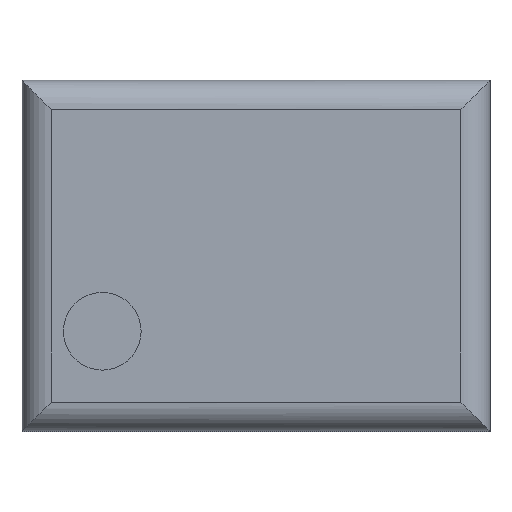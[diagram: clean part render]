
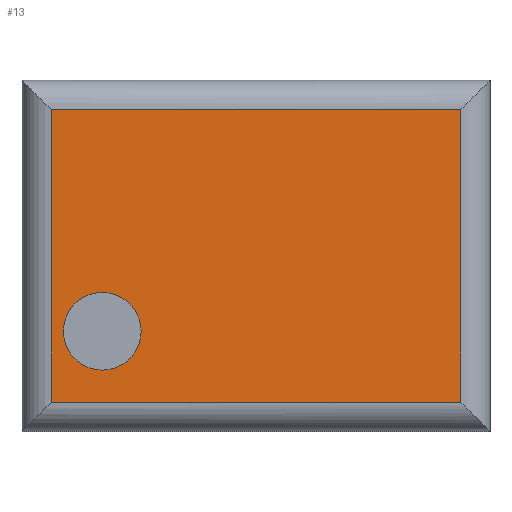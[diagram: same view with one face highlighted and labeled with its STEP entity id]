
A CAD part, top view. The second image highlights one B-rep face of the part: STEP entity #13.
In plain terms, the highlighted planar face has unit normal (0, 0, 1).
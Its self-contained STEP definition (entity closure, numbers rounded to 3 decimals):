
#2 = CARTESIAN_POINT ( 'NONE',  ( -0.525, -0.258, 0.6 ) ) ;
#4 = CARTESIAN_POINT ( 'NONE',  ( 0., -0.5, 0.6 ) ) ;
#13 = ADVANCED_FACE ( 'NONE', ( #604, #889 ), #458, .F. ) ;
#20 = EDGE_CURVE ( 'NONE', #171, #885, #95, .T. ) ;
#40 = CIRCLE ( 'NONE', #861, 0.133 ) ;
#48 = CARTESIAN_POINT ( 'NONE',  ( 0.7, 0.5, 0.6 ) ) ;
#63 = CARTESIAN_POINT ( 'NONE',  ( -0.525, -0.258, 0.6 ) ) ;
#73 = VERTEX_POINT ( 'NONE', #804 ) ;
#92 = CARTESIAN_POINT ( 'NONE',  ( -0.7, -0.5, 0.6 ) ) ;
#95 = LINE ( 'NONE', #387, #710 ) ;
#102 = EDGE_LOOP ( 'NONE', ( #827, #255, #694, #483 ) ) ;
#112 = VECTOR ( 'NONE', #716, 1000. ) ;
#171 = VERTEX_POINT ( 'NONE', #568 ) ;
#201 = DIRECTION ( 'NONE',  ( 0., 0., 1. ) ) ;
#207 = EDGE_CURVE ( 'NONE', #73, #487, #40, .T. ) ;
#219 = CARTESIAN_POINT ( 'NONE',  ( 0., 0.5, 0.6 ) ) ;
#251 = EDGE_LOOP ( 'NONE', ( #687, #339 ) ) ;
#255 = ORIENTED_EDGE ( 'NONE', *, *, #392, .T. ) ;
#261 = EDGE_CURVE ( 'NONE', #487, #73, #575, .T. ) ;
#273 = CARTESIAN_POINT ( 'NONE',  ( 0.7, -0.5, 0.6 ) ) ;
#339 = ORIENTED_EDGE ( 'NONE', *, *, #261, .F. ) ;
#353 = DIRECTION ( 'NONE',  ( 0., 0., 1. ) ) ;
#377 = DIRECTION ( 'NONE',  ( 0., 0., -1. ) ) ;
#380 = AXIS2_PLACEMENT_3D ( 'NONE', #821, #377, #751 ) ;
#387 = CARTESIAN_POINT ( 'NONE',  ( -0.7, 0., 0.6 ) ) ;
#392 = EDGE_CURVE ( 'NONE', #885, #481, #656, .T. ) ;
#458 = PLANE ( 'NONE',  #380 ) ;
#481 = VERTEX_POINT ( 'NONE', #273 ) ;
#483 = ORIENTED_EDGE ( 'NONE', *, *, #550, .T. ) ;
#484 = CARTESIAN_POINT ( 'NONE',  ( 0.7, 0., 0.6 ) ) ;
#487 = VERTEX_POINT ( 'NONE', #880 ) ;
#504 = DIRECTION ( 'NONE',  ( 1., 0., 0. ) ) ;
#550 = EDGE_CURVE ( 'NONE', #909, #171, #669, .T. ) ;
#568 = CARTESIAN_POINT ( 'NONE',  ( -0.7, 0.5, 0.6 ) ) ;
#575 = CIRCLE ( 'NONE', #696, 0.133 ) ;
#578 = DIRECTION ( 'NONE',  ( 1., 0., 0. ) ) ;
#583 = DIRECTION ( 'NONE',  ( -1., 0., 0. ) ) ;
#604 = FACE_BOUND ( 'NONE', #251, .T. ) ;
#656 = LINE ( 'NONE', #4, #112 ) ;
#669 = LINE ( 'NONE', #219, #728 ) ;
#679 = DIRECTION ( 'NONE',  ( 0., -1., 0. ) ) ;
#687 = ORIENTED_EDGE ( 'NONE', *, *, #207, .F. ) ;
#694 = ORIENTED_EDGE ( 'NONE', *, *, #727, .T. ) ;
#696 = AXIS2_PLACEMENT_3D ( 'NONE', #63, #353, #504 ) ;
#710 = VECTOR ( 'NONE', #679, 1000. ) ;
#713 = VECTOR ( 'NONE', #714, 1000. ) ;
#714 = DIRECTION ( 'NONE',  ( 0., 1., 0. ) ) ;
#716 = DIRECTION ( 'NONE',  ( 1., 0., 0. ) ) ;
#727 = EDGE_CURVE ( 'NONE', #481, #909, #847, .T. ) ;
#728 = VECTOR ( 'NONE', #583, 1000. ) ;
#751 = DIRECTION ( 'NONE',  ( -1., 0., 0. ) ) ;
#804 = CARTESIAN_POINT ( 'NONE',  ( -0.393, -0.258, 0.6 ) ) ;
#821 = CARTESIAN_POINT ( 'NONE',  ( 0., 0., 0.6 ) ) ;
#827 = ORIENTED_EDGE ( 'NONE', *, *, #20, .T. ) ;
#847 = LINE ( 'NONE', #484, #713 ) ;
#861 = AXIS2_PLACEMENT_3D ( 'NONE', #2, #201, #578 ) ;
#880 = CARTESIAN_POINT ( 'NONE',  ( -0.658, -0.258, 0.6 ) ) ;
#885 = VERTEX_POINT ( 'NONE', #92 ) ;
#889 = FACE_OUTER_BOUND ( 'NONE', #102, .T. ) ;
#909 = VERTEX_POINT ( 'NONE', #48 ) ;
